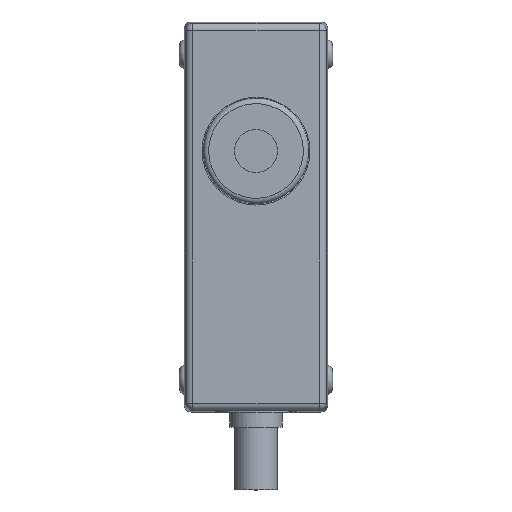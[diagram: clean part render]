
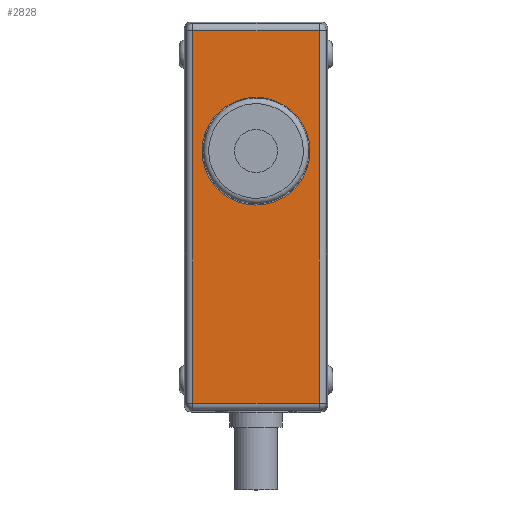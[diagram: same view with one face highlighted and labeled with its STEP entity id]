
A CAD part, top view. The second image highlights one B-rep face of the part: STEP entity #2828.
In plain terms, the highlighted planar face has unit normal (0, 0, 1).
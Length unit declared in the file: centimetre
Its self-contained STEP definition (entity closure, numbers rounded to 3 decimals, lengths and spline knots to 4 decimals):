
#496=VECTOR('',#3708,1.);
#500=VECTOR('',#3738,1.);
#501=VECTOR('',#3741,1.);
#503=VECTOR('',#3745,1.);
#684=LINE('',#4554,#496);
#688=LINE('',#4577,#500);
#689=LINE('',#4579,#501);
#691=LINE('',#4582,#503);
#780=PLANE('',#3099);
#1005=VERTEX_POINT('',#4504);
#1015=VERTEX_POINT('',#4529);
#1020=VERTEX_POINT('',#4542);
#1025=VERTEX_POINT('',#4558);
#1027=VERTEX_POINT('',#4567);
#1126=CIRCLE('',#3062,1.5);
#1456=EDGE_CURVE('',#1005,#1005,#1126,.T.);
#1480=EDGE_CURVE('',#1015,#1020,#684,.T.);
#1492=EDGE_CURVE('',#1020,#1027,#688,.T.);
#1493=EDGE_CURVE('',#1027,#1025,#689,.T.);
#1495=EDGE_CURVE('',#1025,#1015,#691,.T.);
#2194=ORIENTED_EDGE('',*,*,#1456,.T.);
#2195=ORIENTED_EDGE('',*,*,#1480,.F.);
#2196=ORIENTED_EDGE('',*,*,#1495,.F.);
#2197=ORIENTED_EDGE('',*,*,#1493,.F.);
#2198=ORIENTED_EDGE('',*,*,#1492,.F.);
#2435=EDGE_LOOP('',(#2194));
#2436=EDGE_LOOP('',(#2195,#2196,#2197,#2198));
#2659=FACE_BOUND('',#2435,.T.);
#2660=FACE_BOUND('',#2436,.T.);
#2828=ADVANCED_FACE('',(#2659,#2660),#780,.T.);
#3062=AXIS2_PLACEMENT_3D('',#4503,#3659,#3660);
#3099=AXIS2_PLACEMENT_3D('',#4587,#3750,$);
#3659=DIRECTION('',(0.,0.,-1.));
#3660=DIRECTION('',(1.5,0.,0.));
#3708=DIRECTION('',(1.,0.,0.));
#3738=DIRECTION('',(0.,-1.,0.));
#3741=DIRECTION('',(-1.,0.,0.));
#3745=DIRECTION('',(0.,1.,0.));
#3750=DIRECTION('',(0.,0.,1.));
#4503=CARTESIAN_POINT('',(0.,1.83,1.4));
#4504=CARTESIAN_POINT('',(1.5,1.83,1.4));
#4529=CARTESIAN_POINT('',(-1.758,5.188,1.4));
#4542=CARTESIAN_POINT('',(1.758,5.188,1.4));
#4554=CARTESIAN_POINT('',(-1.,5.188,1.4));
#4558=CARTESIAN_POINT('',(-1.758,-5.188,1.4));
#4567=CARTESIAN_POINT('',(1.758,-5.188,1.4));
#4577=CARTESIAN_POINT('',(1.758,2.715,1.4));
#4579=CARTESIAN_POINT('',(1.,-5.188,1.4));
#4582=CARTESIAN_POINT('',(-1.758,-2.715,1.4));
#4587=CARTESIAN_POINT('',(0.,0.,1.4));
